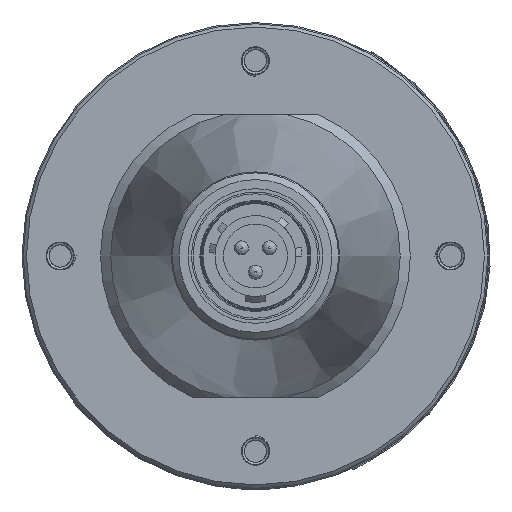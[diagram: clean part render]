
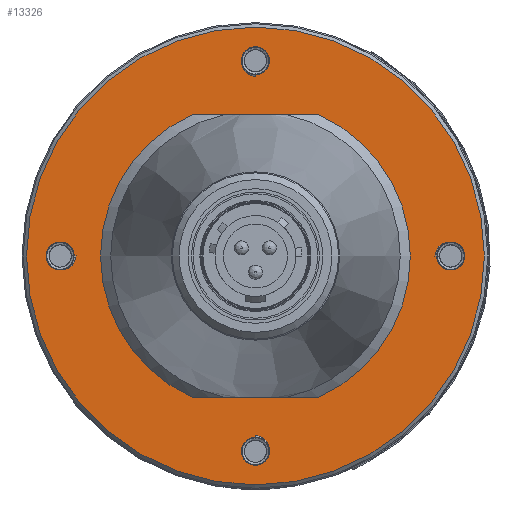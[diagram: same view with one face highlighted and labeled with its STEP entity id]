
A CAD part, left-side view. The second image highlights one B-rep face of the part: STEP entity #13326.
In plain terms, the highlighted planar face has unit normal (-1, 0, 0).
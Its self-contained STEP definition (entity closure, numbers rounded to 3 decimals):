
#2834=CARTESIAN_POINT('',(-23.08,0.,26.933));
#2835=VERTEX_POINT('',#2834);
#2836=CARTESIAN_POINT('',(-23.08,0.,26.65));
#2837=VERTEX_POINT('',#2836);
#2838=CARTESIAN_POINT('',(-23.08,0.,26.933));
#2839=DIRECTION('',(0.0,0.,-1.0));
#2840=VECTOR('',#2839,0.283);
#2841=LINE('',#2838,#2840);
#2842=EDGE_CURVE('',#2835,#2837,#2841,.T.);
#5089=CARTESIAN_POINT('',(-23.08,2.056,28.785));
#5090=VERTEX_POINT('',#5089);
#5091=CARTESIAN_POINT('',(-23.08,0.,26.65));
#5092=CARTESIAN_POINT('',(-23.08,0.749,26.711));
#5093=CARTESIAN_POINT('',(-23.08,1.461,27.162));
#5094=CARTESIAN_POINT('',(-23.08,1.81,27.817));
#5095=CARTESIAN_POINT('',(-23.08,1.966,28.111));
#5096=CARTESIAN_POINT('',(-23.08,2.048,28.447));
#5097=CARTESIAN_POINT('',(-23.08,2.052,28.785));
#5098=B_SPLINE_CURVE_WITH_KNOTS('',3,(#5091,#5092,#5093,#5094,#5095,#5096,#5097),.UNSPECIFIED.,.F.,.U.,(4,3,4),(0.0,0.225,0.327),.UNSPECIFIED.);
#5099=EDGE_CURVE('',#2837,#5090,#5098,.T.);
#5252=CARTESIAN_POINT('',(-23.08,0.,29.));
#5253=DIRECTION('',(1.0,0.,0.));
#5254=DIRECTION('',(0.,-1.0,0.));
#5255=AXIS2_PLACEMENT_3D('',#5252,#5253,#5254);
#5256=CIRCLE('',#5255,2.067);
#5257=EDGE_CURVE('',#5090,#2835,#5256,.T.);
#5267=CARTESIAN_POINT('',(-23.08,-26.933,0.));
#5268=VERTEX_POINT('',#5267);
#5269=CARTESIAN_POINT('',(-23.08,-26.65,0.));
#5270=VERTEX_POINT('',#5269);
#5271=CARTESIAN_POINT('',(-23.08,-26.933,0.));
#5272=DIRECTION('',(0.0,1.0,0.));
#5273=VECTOR('',#5272,0.283);
#5274=LINE('',#5271,#5273);
#5275=EDGE_CURVE('',#5268,#5270,#5274,.T.);
#7522=CARTESIAN_POINT('',(-23.08,-28.785,2.056));
#7523=VERTEX_POINT('',#7522);
#7524=CARTESIAN_POINT('',(-23.08,-26.65,0.));
#7525=CARTESIAN_POINT('',(-23.08,-26.711,0.749));
#7526=CARTESIAN_POINT('',(-23.08,-27.162,1.461));
#7527=CARTESIAN_POINT('',(-23.08,-27.817,1.81));
#7528=CARTESIAN_POINT('',(-23.08,-28.111,1.966));
#7529=CARTESIAN_POINT('',(-23.08,-28.447,2.048));
#7530=CARTESIAN_POINT('',(-23.08,-28.785,2.052));
#7531=B_SPLINE_CURVE_WITH_KNOTS('',3,(#7524,#7525,#7526,#7527,#7528,#7529,#7530),.UNSPECIFIED.,.F.,.U.,(4,3,4),(0.0,0.225,0.327),.UNSPECIFIED.);
#7532=EDGE_CURVE('',#5270,#7523,#7531,.T.);
#7685=CARTESIAN_POINT('',(-23.08,-29.,0.));
#7686=DIRECTION('',(1.0,0.,0.));
#7687=DIRECTION('',(0.,0.,-1.0));
#7688=AXIS2_PLACEMENT_3D('',#7685,#7686,#7687);
#7689=CIRCLE('',#7688,2.067);
#7690=EDGE_CURVE('',#7523,#5268,#7689,.T.);
#7700=CARTESIAN_POINT('',(-23.08,0.,-26.933));
#7701=VERTEX_POINT('',#7700);
#7702=CARTESIAN_POINT('',(-23.08,0.,-26.65));
#7703=VERTEX_POINT('',#7702);
#7704=CARTESIAN_POINT('',(-23.08,0.,-26.933));
#7705=DIRECTION('',(0.0,0.,1.0));
#7706=VECTOR('',#7705,0.283);
#7707=LINE('',#7704,#7706);
#7708=EDGE_CURVE('',#7701,#7703,#7707,.T.);
#9955=CARTESIAN_POINT('',(-23.08,-2.056,-28.785));
#9956=VERTEX_POINT('',#9955);
#9957=CARTESIAN_POINT('',(-23.08,0.,-26.65));
#9958=CARTESIAN_POINT('',(-23.08,-0.749,-26.711));
#9959=CARTESIAN_POINT('',(-23.08,-1.461,-27.162));
#9960=CARTESIAN_POINT('',(-23.08,-1.81,-27.817));
#9961=CARTESIAN_POINT('',(-23.08,-1.966,-28.111));
#9962=CARTESIAN_POINT('',(-23.08,-2.048,-28.447));
#9963=CARTESIAN_POINT('',(-23.08,-2.052,-28.785));
#9964=B_SPLINE_CURVE_WITH_KNOTS('',3,(#9957,#9958,#9959,#9960,#9961,#9962,#9963),.UNSPECIFIED.,.F.,.U.,(4,3,4),(0.0,0.225,0.327),.UNSPECIFIED.);
#9965=EDGE_CURVE('',#7703,#9956,#9964,.T.);
#10118=CARTESIAN_POINT('',(-23.08,0.,-29.));
#10119=DIRECTION('',(1.0,0.,0.));
#10120=DIRECTION('',(0.,1.0,0.));
#10121=AXIS2_PLACEMENT_3D('',#10118,#10119,#10120);
#10122=CIRCLE('',#10121,2.067);
#10123=EDGE_CURVE('',#9956,#7701,#10122,.T.);
#10133=CARTESIAN_POINT('',(-23.08,26.933,0.));
#10134=VERTEX_POINT('',#10133);
#10135=CARTESIAN_POINT('',(-23.08,26.65,0.));
#10136=VERTEX_POINT('',#10135);
#10137=CARTESIAN_POINT('',(-23.08,26.933,0.));
#10138=DIRECTION('',(0.0,-1.0,0.));
#10139=VECTOR('',#10138,0.283);
#10140=LINE('',#10137,#10139);
#10141=EDGE_CURVE('',#10134,#10136,#10140,.T.);
#12388=CARTESIAN_POINT('',(-23.08,28.785,-2.056));
#12389=VERTEX_POINT('',#12388);
#12390=CARTESIAN_POINT('',(-23.08,26.65,0.));
#12391=CARTESIAN_POINT('',(-23.08,26.711,-0.749));
#12392=CARTESIAN_POINT('',(-23.08,27.162,-1.461));
#12393=CARTESIAN_POINT('',(-23.08,27.817,-1.81));
#12394=CARTESIAN_POINT('',(-23.08,28.111,-1.966));
#12395=CARTESIAN_POINT('',(-23.08,28.447,-2.048));
#12396=CARTESIAN_POINT('',(-23.08,28.785,-2.052));
#12397=B_SPLINE_CURVE_WITH_KNOTS('',3,(#12390,#12391,#12392,#12393,#12394,#12395,#12396),.UNSPECIFIED.,.F.,.U.,(4,3,4),(0.0,0.225,0.327),.UNSPECIFIED.);
#12398=EDGE_CURVE('',#10136,#12389,#12397,.T.);
#12551=CARTESIAN_POINT('',(-23.08,29.,0.));
#12552=DIRECTION('',(1.0,0.,0.));
#12553=DIRECTION('',(0.,0.,1.0));
#12554=AXIS2_PLACEMENT_3D('',#12551,#12552,#12553);
#12555=CIRCLE('',#12554,2.067);
#12556=EDGE_CURVE('',#12389,#10134,#12555,.T.);
#12588=CARTESIAN_POINT('',(-23.08,9.381,21.));
#12589=VERTEX_POINT('',#12588);
#12634=CARTESIAN_POINT('',(-23.08,-9.381,21.));
#12635=VERTEX_POINT('',#12634);
#12649=CARTESIAN_POINT('',(-23.08,9.381,21.));
#12650=DIRECTION('',(0.0,-1.0,0.0));
#12651=VECTOR('',#12650,18.762);
#12652=LINE('',#12649,#12651);
#12653=EDGE_CURVE('',#12589,#12635,#12652,.T.);
#12665=CARTESIAN_POINT('',(-23.08,-9.381,-21.));
#12666=VERTEX_POINT('',#12665);
#12711=CARTESIAN_POINT('',(-23.08,9.381,-21.));
#12712=VERTEX_POINT('',#12711);
#12726=CARTESIAN_POINT('',(-23.08,-9.381,-21.));
#12727=DIRECTION('',(0.0,1.0,0.0));
#12728=VECTOR('',#12727,18.762);
#12729=LINE('',#12726,#12728);
#12730=EDGE_CURVE('',#12666,#12712,#12729,.T.);
#12749=CARTESIAN_POINT('',(-23.08,0.,0.));
#12750=DIRECTION('',(1.0,0.0,0.0));
#12751=DIRECTION('',(0.0,1.0,0.0));
#12752=AXIS2_PLACEMENT_3D('',#12749,#12750,#12751);
#12753=CIRCLE('',#12752,23.0);
#12754=EDGE_CURVE('',#12635,#12666,#12753,.T.);
#12862=CARTESIAN_POINT('',(-23.08,0.,0.));
#12863=DIRECTION('',(1.0,0.0,0.0));
#12864=DIRECTION('',(0.0,1.0,0.0));
#12865=AXIS2_PLACEMENT_3D('',#12862,#12863,#12864);
#12866=CIRCLE('',#12865,23.0);
#12867=EDGE_CURVE('',#12712,#12589,#12866,.T.);
#13280=CARTESIAN_POINT('',(-23.08,34.0,0.));
#13281=VERTEX_POINT('',#13280);
#13282=CARTESIAN_POINT('',(-23.08,0.,0.));
#13283=DIRECTION('',(1.0,0.,0.));
#13284=DIRECTION('',(0.,-1.0,0.));
#13285=AXIS2_PLACEMENT_3D('',#13282,#13283,#13284);
#13286=CIRCLE('',#13285,34.0);
#13287=EDGE_CURVE('',#13281,#13281,#13286,.T.);
#13292=CARTESIAN_POINT('',(-23.08,24.75,0.));
#13293=DIRECTION('',(-1.0,0.0,0.0));
#13294=DIRECTION('',(0.0,0.,1.0));
#13295=AXIS2_PLACEMENT_3D('',#13292,#13293,#13294);
#13296=PLANE('',#13295);
#13297=ORIENTED_EDGE('',*,*,#13287,.F.);
#13298=EDGE_LOOP('',(#13297));
#13299=FACE_OUTER_BOUND('',#13298,.T.);
#13300=ORIENTED_EDGE('',*,*,#5099,.T.);
#13301=ORIENTED_EDGE('',*,*,#5257,.T.);
#13302=ORIENTED_EDGE('',*,*,#2842,.T.);
#13303=EDGE_LOOP('',(#13300,#13301,#13302));
#13304=FACE_BOUND('',#13303,.T.);
#13305=ORIENTED_EDGE('',*,*,#7532,.T.);
#13306=ORIENTED_EDGE('',*,*,#7690,.T.);
#13307=ORIENTED_EDGE('',*,*,#5275,.T.);
#13308=EDGE_LOOP('',(#13305,#13306,#13307));
#13309=FACE_BOUND('',#13308,.T.);
#13310=ORIENTED_EDGE('',*,*,#9965,.T.);
#13311=ORIENTED_EDGE('',*,*,#10123,.T.);
#13312=ORIENTED_EDGE('',*,*,#7708,.T.);
#13313=EDGE_LOOP('',(#13310,#13311,#13312));
#13314=FACE_BOUND('',#13313,.T.);
#13315=ORIENTED_EDGE('',*,*,#12398,.T.);
#13316=ORIENTED_EDGE('',*,*,#12556,.T.);
#13317=ORIENTED_EDGE('',*,*,#10141,.T.);
#13318=EDGE_LOOP('',(#13315,#13316,#13317));
#13319=FACE_BOUND('',#13318,.T.);
#13320=ORIENTED_EDGE('',*,*,#12730,.T.);
#13321=ORIENTED_EDGE('',*,*,#12867,.T.);
#13322=ORIENTED_EDGE('',*,*,#12653,.T.);
#13323=ORIENTED_EDGE('',*,*,#12754,.T.);
#13324=EDGE_LOOP('',(#13320,#13321,#13322,#13323));
#13325=FACE_BOUND('',#13324,.T.);
#13326=ADVANCED_FACE('',(#13299,#13304,#13309,#13314,#13319,#13325),#13296,.T.);
